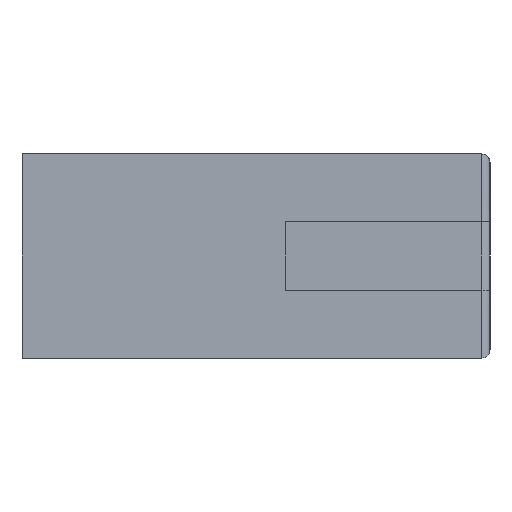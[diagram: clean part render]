
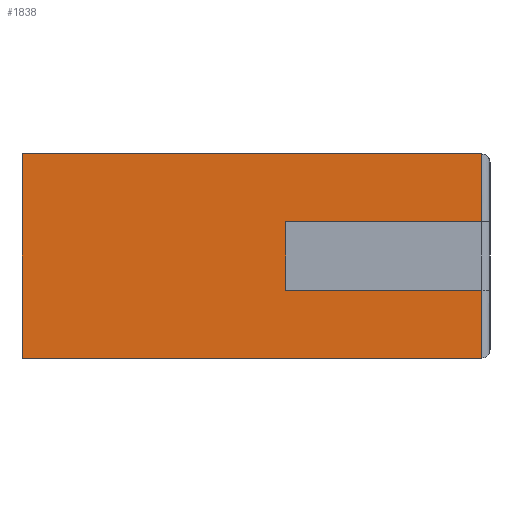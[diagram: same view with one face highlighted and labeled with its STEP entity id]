
A CAD part, left-side view. The second image highlights one B-rep face of the part: STEP entity #1838.
In plain terms, the highlighted face is planar.
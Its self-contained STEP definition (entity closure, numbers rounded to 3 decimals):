
#179=FACE_OUTER_BOUND('',#293,.T.);
#293=EDGE_LOOP('',(#1592,#1593,#1594,#1595,#1596,#1597,#1598,#1599));
#464=LINE('',#3067,#653);
#468=LINE('',#3076,#657);
#479=LINE('',#3104,#668);
#480=LINE('',#3107,#669);
#482=LINE('',#3110,#671);
#483=LINE('',#3112,#672);
#484=LINE('',#3114,#673);
#485=LINE('',#3115,#674);
#653=VECTOR('',#2547,10.);
#657=VECTOR('',#2555,10.);
#668=VECTOR('',#2578,10.);
#669=VECTOR('',#2581,10.);
#671=VECTOR('',#2585,10.);
#672=VECTOR('',#2586,10.);
#673=VECTOR('',#2587,10.);
#674=VECTOR('',#2588,10.);
#876=VERTEX_POINT('',#3062);
#877=VERTEX_POINT('',#3066);
#880=VERTEX_POINT('',#3074);
#888=VERTEX_POINT('',#3094);
#891=VERTEX_POINT('',#3102);
#892=VERTEX_POINT('',#3106);
#893=VERTEX_POINT('',#3111);
#894=VERTEX_POINT('',#3113);
#1109=EDGE_CURVE('',#876,#877,#464,.T.);
#1114=EDGE_CURVE('',#876,#880,#468,.T.);
#1128=EDGE_CURVE('',#891,#888,#479,.T.);
#1129=EDGE_CURVE('',#892,#888,#480,.T.);
#1131=EDGE_CURVE('',#880,#892,#482,.T.);
#1132=EDGE_CURVE('',#891,#893,#483,.T.);
#1133=EDGE_CURVE('',#893,#894,#484,.T.);
#1134=EDGE_CURVE('',#894,#877,#485,.T.);
#1592=ORIENTED_EDGE('',*,*,#1109,.F.);
#1593=ORIENTED_EDGE('',*,*,#1114,.T.);
#1594=ORIENTED_EDGE('',*,*,#1131,.T.);
#1595=ORIENTED_EDGE('',*,*,#1129,.T.);
#1596=ORIENTED_EDGE('',*,*,#1128,.F.);
#1597=ORIENTED_EDGE('',*,*,#1132,.T.);
#1598=ORIENTED_EDGE('',*,*,#1133,.T.);
#1599=ORIENTED_EDGE('',*,*,#1134,.T.);
#1691=PLANE('',#2086);
#1838=ADVANCED_FACE('',(#179),#1691,.T.);
#2086=AXIS2_PLACEMENT_3D('',#3109,#2583,#2584);
#2547=DIRECTION('',(1.,0.,0.));
#2555=DIRECTION('',(0.,-1.,0.));
#2578=DIRECTION('',(1.,0.,0.));
#2581=DIRECTION('',(0.,1.,0.));
#2583=DIRECTION('center_axis',(0.,0.,1.));
#2584=DIRECTION('ref_axis',(1.,0.,0.));
#2585=DIRECTION('',(1.,0.,0.));
#2586=DIRECTION('',(0.,-1.,0.));
#2587=DIRECTION('',(-1.,0.,0.));
#2588=DIRECTION('',(0.,1.,0.));
#3062=CARTESIAN_POINT('',(-12.,26.5,45.));
#3066=CARTESIAN_POINT('',(-4.,26.5,45.));
#3067=CARTESIAN_POINT('',(-2.,26.5,45.));
#3074=CARTESIAN_POINT('',(-12.,-27.5,45.));
#3076=CARTESIAN_POINT('',(-12.,27.5,45.));
#3094=CARTESIAN_POINT('',(12.,26.5,45.));
#3102=CARTESIAN_POINT('',(4.,26.5,45.));
#3104=CARTESIAN_POINT('',(6.,26.5,45.));
#3106=CARTESIAN_POINT('',(12.,-27.5,45.));
#3107=CARTESIAN_POINT('',(12.,-27.5,45.));
#3109=CARTESIAN_POINT('Origin',(0.,0.,45.));
#3110=CARTESIAN_POINT('',(-12.,-27.5,45.));
#3111=CARTESIAN_POINT('',(4.,3.5,45.));
#3112=CARTESIAN_POINT('',(4.,27.5,45.));
#3113=CARTESIAN_POINT('',(-4.,3.5,45.));
#3114=CARTESIAN_POINT('',(4.,3.5,45.));
#3115=CARTESIAN_POINT('',(-4.,3.5,45.));
